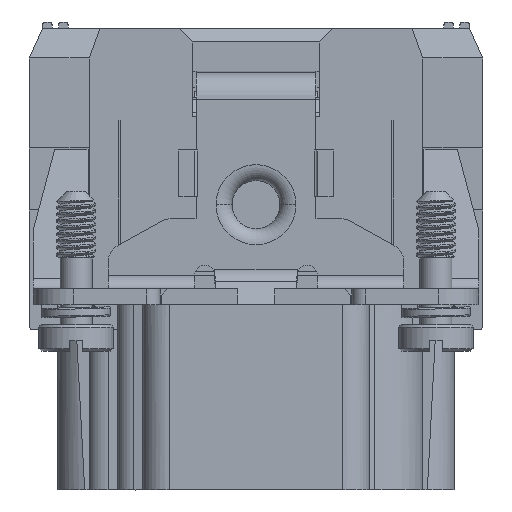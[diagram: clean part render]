
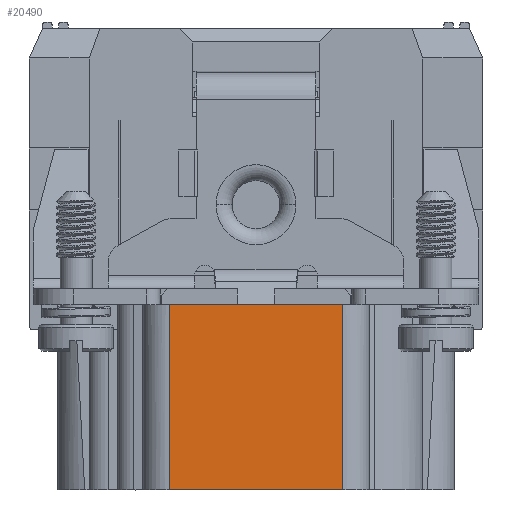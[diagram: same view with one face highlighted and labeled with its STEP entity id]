
A CAD part, front view. The second image highlights one B-rep face of the part: STEP entity #20490.
In plain terms, the highlighted planar face has unit normal (0, -1, 0).
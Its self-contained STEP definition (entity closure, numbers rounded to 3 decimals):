
#20490=ADVANCED_FACE('',(#27982),#24873,.T.);
#24873=PLANE('',#103420);
#27982=FACE_OUTER_BOUND('',#32361,.T.);
#32361=EDGE_LOOP('',(#40622,#40623,#40624,#40625));
#40622=ORIENTED_EDGE('',*,*,#72946,.F.);
#40623=ORIENTED_EDGE('',*,*,#73154,.T.);
#40624=ORIENTED_EDGE('',*,*,#71767,.T.);
#40625=ORIENTED_EDGE('',*,*,#73152,.T.);
#63671=VERTEX_POINT('',#131436);
#63672=VERTEX_POINT('',#131438);
#64711=VERTEX_POINT('',#133929);
#64712=VERTEX_POINT('',#133931);
#71767=EDGE_CURVE('',#63672,#63671,#84204,.T.);
#72946=EDGE_CURVE('',#64711,#64712,#85257,.T.);
#73152=EDGE_CURVE('',#63671,#64712,#85363,.T.);
#73154=EDGE_CURVE('',#64711,#63672,#85364,.T.);
#84204=LINE('',#131437,#93612);
#85257=LINE('',#133930,#94665);
#85363=LINE('',#134459,#94771);
#85364=LINE('',#134462,#94772);
#93612=VECTOR('',#109355,1.);
#94665=VECTOR('',#110944,1.);
#94771=VECTOR('',#111426,1.);
#94772=VECTOR('',#111431,1.);
#103420=AXIS2_PLACEMENT_3D('',#134463,#111432,#111433);
#109355=DIRECTION('',(-1.,0.,0.));
#110944=DIRECTION('',(-1.,0.,0.));
#111426=DIRECTION('',(0.,0.,-1.));
#111431=DIRECTION('',(0.,0.,1.));
#111432=DIRECTION('',(0.,-1.,0.));
#111433=DIRECTION('',(-1.,0.,0.));
#131436=CARTESIAN_POINT('',(-6.5,-32.,25.9));
#131437=CARTESIAN_POINT('',(6.5,-32.,25.9));
#131438=CARTESIAN_POINT('',(6.5,-32.,25.9));
#133929=CARTESIAN_POINT('',(6.5,-32.,12.));
#133930=CARTESIAN_POINT('',(6.5,-32.,12.));
#133931=CARTESIAN_POINT('',(-6.5,-32.,12.));
#134459=CARTESIAN_POINT('',(-6.5,-32.,25.9));
#134462=CARTESIAN_POINT('',(6.5,-32.,12.));
#134463=CARTESIAN_POINT('',(17.,-32.,24.));
